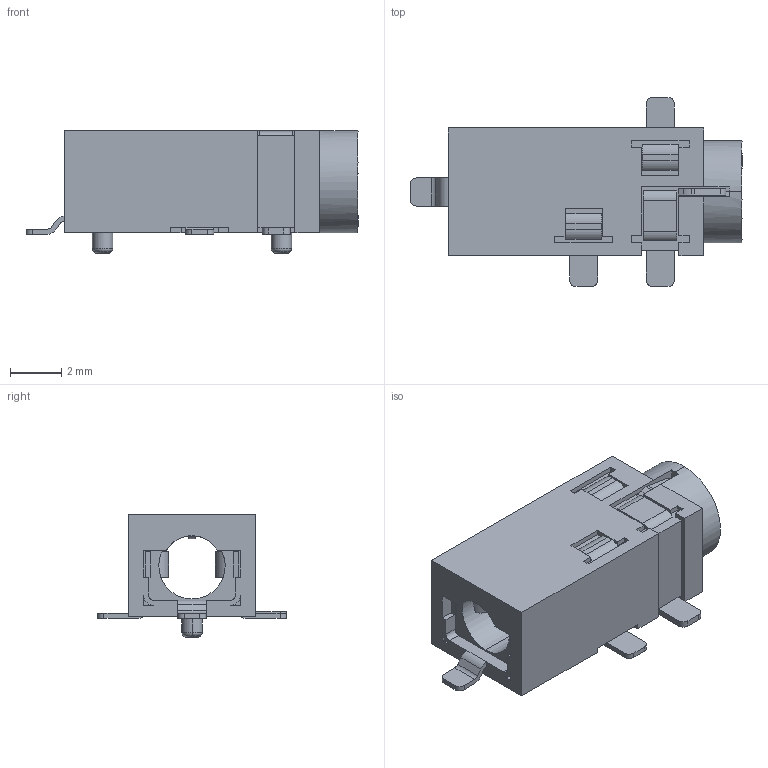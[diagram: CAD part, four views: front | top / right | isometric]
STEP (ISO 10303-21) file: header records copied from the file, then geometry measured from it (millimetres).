
FILE_DESCRIPTION (( 'STEP AP203' ), '1' );
FILE_NAME ('CUI_DEVICES_SJ-2504A-SMT-TR.step', '2019-10-20T22:48:33', ( '' ), ( '' ), 'SwSTEP 2.0', 'SolidWorks 2019', '' );
FILE_SCHEMA (( 'CONFIG_CONTROL_DESIGN' ));
Length unit declared in the file: inch
Products named in the file (1): CUI_DEVICES_SJ-2504A-SMT-TR
Bounding box: 13 x 7.4 x 4.8 mm (x, y, z)
Volume: 156.7 mm3; surface area: 366.1 mm2
Topology: 1 solids, 3 shells, 231 faces, 688 edges, 478 vertices
Faces by surface type: plane 157, cylinder 60, sphere 8, torus 4, bspline 2
Entity records: 8443 total; most frequent: CARTESIAN_POINT 2306, ORIENTED_EDGE 1376, DIRECTION 1092, EDGE_CURVE 688, VERTEX_POINT 478, LINE 440, VECTOR 440, AXIS2_PLACEMENT_3D 326
